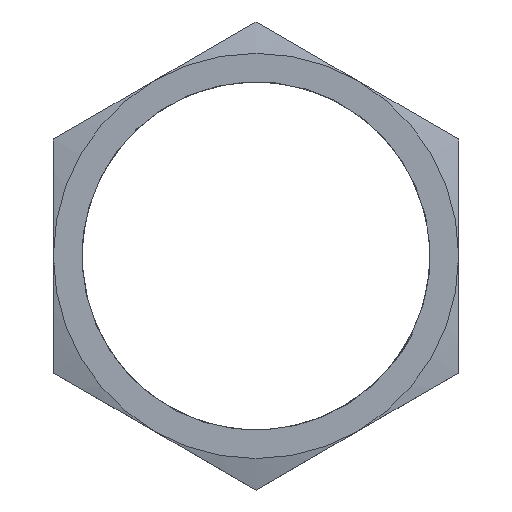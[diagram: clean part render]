
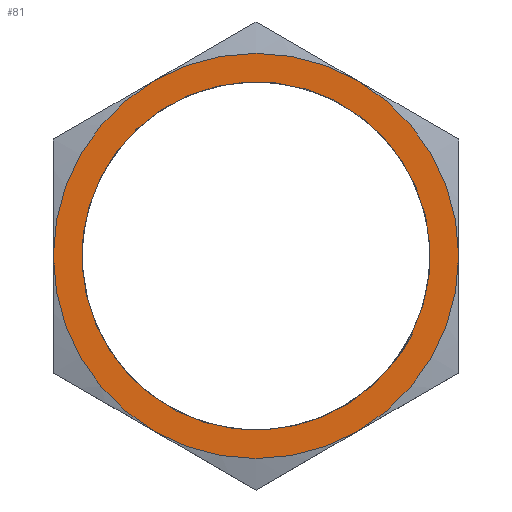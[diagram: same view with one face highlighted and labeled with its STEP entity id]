
A CAD part, top view. The second image highlights one B-rep face of the part: STEP entity #81.
In plain terms, the highlighted planar face has unit normal (0, 0, 1).
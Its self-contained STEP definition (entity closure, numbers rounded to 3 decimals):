
#81=ADVANCED_FACE('',(#115,#116),#106,.F.);
#106=PLANE('',#425);
#115=FACE_BOUND('',#119,.T.);
#116=FACE_BOUND('',#120,.T.);
#119=EDGE_LOOP('',(#194,#195,#196));
#120=EDGE_LOOP('',(#197,#198,#199,#200,#201,#202));
#146=CIRCLE('',#418,8.594);
#147=CIRCLE('',#419,10.);
#148=CIRCLE('',#420,10.);
#149=CIRCLE('',#421,10.);
#150=CIRCLE('',#422,10.);
#151=CIRCLE('',#423,10.);
#152=CIRCLE('',#424,10.);
#161=B_SPLINE_CURVE_WITH_KNOTS('',3,(#547,#548,#549,#550,#551,#552,#553),
 .UNSPECIFIED.,.F.,.F.,(4,3,4),(0.,0.762,1.),.UNSPECIFIED.);
#194=ORIENTED_EDGE('',*,*,#342,.F.);
#195=ORIENTED_EDGE('',*,*,#343,.T.);
#196=ORIENTED_EDGE('',*,*,#344,.T.);
#197=ORIENTED_EDGE('',*,*,#345,.F.);
#198=ORIENTED_EDGE('',*,*,#346,.F.);
#199=ORIENTED_EDGE('',*,*,#347,.F.);
#200=ORIENTED_EDGE('',*,*,#348,.F.);
#201=ORIENTED_EDGE('',*,*,#349,.F.);
#202=ORIENTED_EDGE('',*,*,#350,.F.);
#308=VERTEX_POINT('',#545);
#309=VERTEX_POINT('',#546);
#310=VERTEX_POINT('',#554);
#311=VERTEX_POINT('',#557);
#312=VERTEX_POINT('',#558);
#313=VERTEX_POINT('',#560);
#314=VERTEX_POINT('',#562);
#315=VERTEX_POINT('',#564);
#316=VERTEX_POINT('',#566);
#342=EDGE_CURVE('',#308,#309,#399,.T.);
#343=EDGE_CURVE('',#308,#310,#161,.T.);
#344=EDGE_CURVE('',#310,#309,#146,.T.);
#345=EDGE_CURVE('',#311,#312,#147,.T.);
#346=EDGE_CURVE('',#313,#311,#148,.T.);
#347=EDGE_CURVE('',#314,#313,#149,.T.);
#348=EDGE_CURVE('',#315,#314,#150,.T.);
#349=EDGE_CURVE('',#316,#315,#151,.T.);
#350=EDGE_CURVE('',#312,#316,#152,.T.);
#399=LINE('',#544,#408);
#408=VECTOR('',#458,1.);
#418=AXIS2_PLACEMENT_3D('',#555,#459,#460);
#419=AXIS2_PLACEMENT_3D('',#556,#461,#462);
#420=AXIS2_PLACEMENT_3D('',#559,#463,#464);
#421=AXIS2_PLACEMENT_3D('',#561,#465,#466);
#422=AXIS2_PLACEMENT_3D('',#563,#467,#468);
#423=AXIS2_PLACEMENT_3D('',#565,#469,#470);
#424=AXIS2_PLACEMENT_3D('',#567,#471,#472);
#425=AXIS2_PLACEMENT_3D('',#568,#473,#474);
#458=DIRECTION('',(-0.895,0.447,0.));
#459=DIRECTION('',(0.,0.,-1.));
#460=DIRECTION('',(-1.,0.,0.));
#461=DIRECTION('',(0.,0.,-1.));
#462=DIRECTION('',(-1.,0.,0.));
#463=DIRECTION('',(0.,0.,-1.));
#464=DIRECTION('',(-1.,0.,0.));
#465=DIRECTION('',(0.,0.,-1.));
#466=DIRECTION('',(-1.,0.,0.));
#467=DIRECTION('',(0.,0.,-1.));
#468=DIRECTION('',(-1.,0.,0.));
#469=DIRECTION('',(0.,0.,-1.));
#470=DIRECTION('',(-1.,0.,0.));
#471=DIRECTION('',(0.,0.,-1.));
#472=DIRECTION('',(-1.,0.,0.));
#473=DIRECTION('',(0.,0.,-1.));
#474=DIRECTION('',(-1.,0.,0.));
#544=CARTESIAN_POINT('',(-5.697,2.845,2.5));
#545=CARTESIAN_POINT('',(7.723,-3.856,2.5));
#546=CARTESIAN_POINT('',(7.689,-3.839,2.5));
#547=CARTESIAN_POINT('',(7.723,-3.856,2.5));
#548=CARTESIAN_POINT('',(7.532,-4.217,2.5));
#549=CARTESIAN_POINT('',(7.316,-4.564,2.5));
#550=CARTESIAN_POINT('',(7.076,-4.894,2.5));
#551=CARTESIAN_POINT('',(7.001,-4.997,2.5));
#552=CARTESIAN_POINT('',(6.924,-5.098,2.5));
#553=CARTESIAN_POINT('',(6.844,-5.197,2.5));
#554=CARTESIAN_POINT('',(6.844,-5.197,2.5));
#555=CARTESIAN_POINT('',(0.,0.,2.5));
#556=CARTESIAN_POINT('',(0.,0.,2.5));
#557=CARTESIAN_POINT('',(-10.,0.,2.5));
#558=CARTESIAN_POINT('',(-5.,8.66,2.5));
#559=CARTESIAN_POINT('',(0.,0.,2.5));
#560=CARTESIAN_POINT('',(-5.,-8.66,2.5));
#561=CARTESIAN_POINT('',(0.,0.,2.5));
#562=CARTESIAN_POINT('',(5.,-8.66,2.5));
#563=CARTESIAN_POINT('',(0.,0.,2.5));
#564=CARTESIAN_POINT('',(10.,0.,2.5));
#565=CARTESIAN_POINT('',(0.,0.,2.5));
#566=CARTESIAN_POINT('',(5.,8.66,2.5));
#567=CARTESIAN_POINT('',(0.,0.,2.5));
#568=CARTESIAN_POINT('',(-10.,-5.774,2.5));
